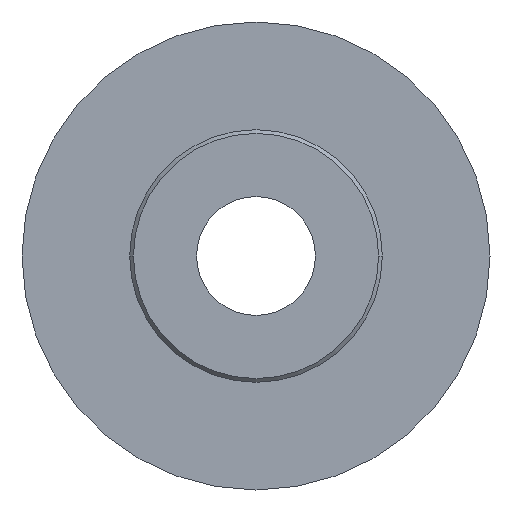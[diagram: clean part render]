
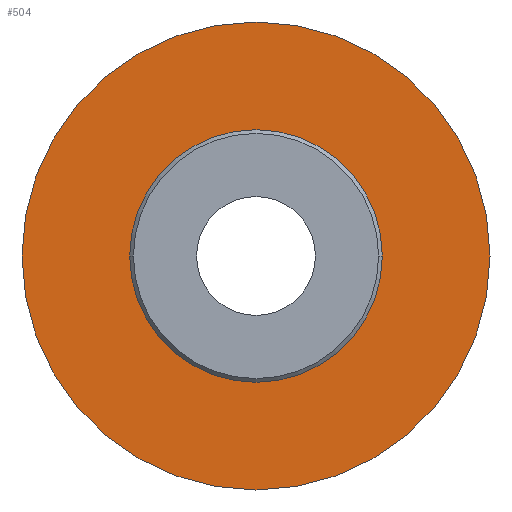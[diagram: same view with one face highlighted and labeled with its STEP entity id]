
A CAD part, left-side view. The second image highlights one B-rep face of the part: STEP entity #504.
In plain terms, the highlighted planar face has unit normal (-1, 0, 0).
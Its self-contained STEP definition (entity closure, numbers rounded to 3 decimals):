
#143=CARTESIAN_POINT('',(0.,0.,0.));
#144=DIRECTION('',(1.,0.,0.));
#145=DIRECTION('',(0.,1.,0.));
#146=AXIS2_PLACEMENT_3D('',#143,#144,#145);
#151=CARTESIAN_POINT('',(0.,0.,0.));
#152=DIRECTION('',(-1.,0.,0.));
#153=DIRECTION('',(0.,1.,0.));
#154=AXIS2_PLACEMENT_3D('',#151,#152,#153);
#167=CARTESIAN_POINT('',(0.,0.,0.));
#168=DIRECTION('',(-1.,0.,0.));
#169=DIRECTION('',(0.,1.,0.));
#170=AXIS2_PLACEMENT_3D('',#167,#168,#169);
#236=CARTESIAN_POINT('',(0.,0.,0.));
#237=DIRECTION('',(1.,0.,0.));
#238=DIRECTION('',(0.,1.,0.));
#239=AXIS2_PLACEMENT_3D('',#236,#237,#238);
#311=CARTESIAN_POINT('',(0.,17.,0.));
#312=CARTESIAN_POINT('',(0.,-17.,0.));
#313=VERTEX_POINT('',#311);
#314=VERTEX_POINT('',#312);
#337=CARTESIAN_POINT('',(0.,31.5,0.));
#338=VERTEX_POINT('',#337);
#345=CARTESIAN_POINT('',(0.,-31.5,0.));
#346=VERTEX_POINT('',#345);
#489=CARTESIAN_POINT('',(0.,0.,0.));
#490=DIRECTION('',(-1.,0.,0.));
#491=DIRECTION('',(0.,1.,0.));
#492=AXIS2_PLACEMENT_3D('',#489,#490,#491);
#493=PLANE('',#492);
#494=ORIENTED_EDGE('',*,*,#484,.T.);
#495=ORIENTED_EDGE('',*,*,#468,.F.);
#496=EDGE_LOOP('',(#494,#495));
#497=FACE_OUTER_BOUND('',#496,.F.);
#499=ORIENTED_EDGE('',*,*,#498,.T.);
#501=ORIENTED_EDGE('',*,*,#500,.F.);
#502=EDGE_LOOP('',(#499,#501));
#503=FACE_BOUND('',#502,.F.);
#147=CIRCLE('',#146,31.5);
#155=CIRCLE('',#154,31.5);
#171=CIRCLE('',#170,17.);
#240=CIRCLE('',#239,17.);
#468=EDGE_CURVE('',#338,#346,#155,.T.);
#484=EDGE_CURVE('',#338,#346,#147,.T.);
#498=EDGE_CURVE('',#313,#314,#171,.T.);
#500=EDGE_CURVE('',#313,#314,#240,.T.);
#504=ADVANCED_FACE('',(#497,#503),#493,.T.);
